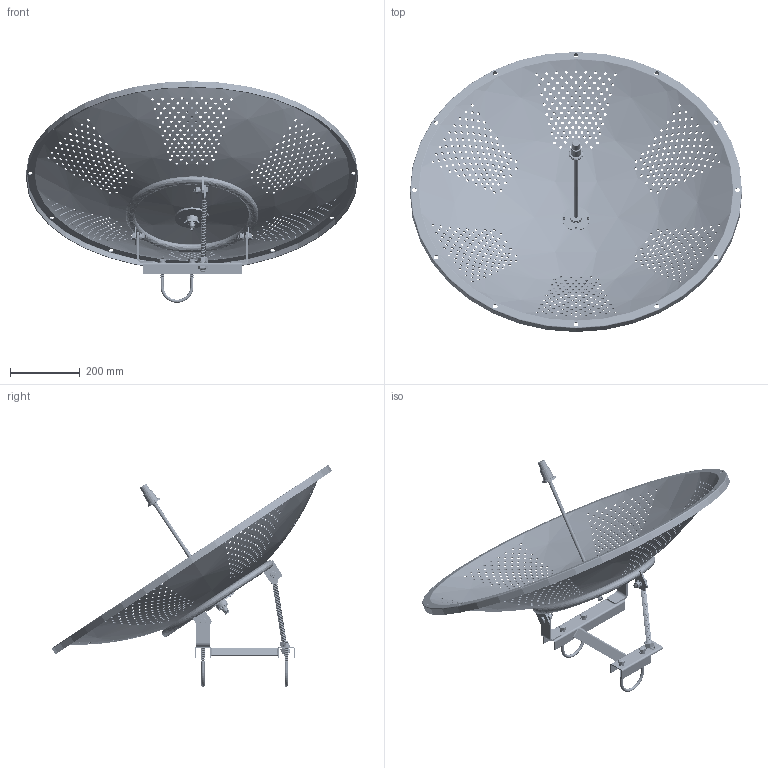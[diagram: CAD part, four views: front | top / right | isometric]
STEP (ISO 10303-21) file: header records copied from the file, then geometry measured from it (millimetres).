
FILE_DESCRIPTION (( 'STEP AP214' ), '1' );
FILE_NAME ('HG5158-31D.STEP', '2018-01-17T20:27:08', ( '' ), ( '' ), 'SwSTEP 2.0', 'SolidWorks 2014', '' );
FILE_SCHEMA (( 'AUTOMOTIVE_DESIGN' ));
Length unit declared in the file: inch
Products named in the file (8): HG5158-31D_M4-MS; HG5158-31D_FH-NUT; HG5158-31D_Feed Horn; HG5158-31D_U-Bolt; HG5158-31D_ThreadedArm; HG5158-31D_Bracket_Default<As Machined>; HG5158-31D_Dish; HG5158-31D
Assembly tree (11 placements, depth 2):
  HG5158-31D
    HG5158-31D_Dish
    HG5158-31D_Bracket_Default<As Machined>
    HG5158-31D_ThreadedArm
    HG5158-31D_U-Bolt  x2
    HG5158-31D_Feed Horn
    HG5158-31D_FH-NUT
    HG5158-31D_M4-MS  x4
Bounding box: 949.33 x 801.59 x 633.72 mm (x, y, z)
Volume: 3018022.9 mm3; surface area: 1961745.9 mm2
Topology: 17 solids, 17 shells, 2865 faces, 7530 edges, 4792 vertices
Faces by surface type: cone 1401, cylinder 946, plane 448, torus 44, sphere 13, bspline 13
Full cylindrical faces by diameter (mm): 1.8 x1, 2.5 x1, 2.845 x1, 2.98 x1, 4.445 x4, 5.334 x1, 5.918 x6, 6.553 x4, 7.925 x768, 8.89 x8, 9.873 x4, 9.889 x7, 10.109 x4, 10.16 x3, 10.465 x4, 10.566 x3, 10.643 x2, 11.557 x1, 11.836 x1, 11.862 x2, 11.887 x4, 11.913 x3, 13.437 x1, 13.5 x1, 13.792 x12, 14.656 x1, 15.494 x1, 16.662 x7, 18.39 x1, 18.542 x2
Entity records: 180461 total; most frequent: CARTESIAN_POINT 111281, DIRECTION 7820, ORIENTED_EDGE 7368, EDGE_LOOP 5746, EDGE_CURVE 3684, AXIS2_PLACEMENT_3D 3580, VERTEX_POINT 3320, FACE_OUTER_BOUND 3166
